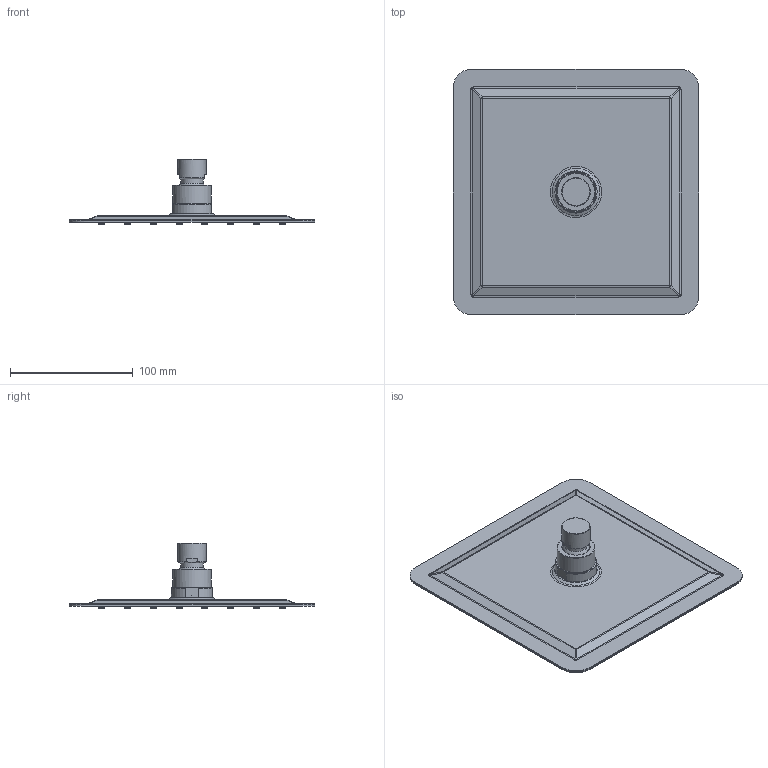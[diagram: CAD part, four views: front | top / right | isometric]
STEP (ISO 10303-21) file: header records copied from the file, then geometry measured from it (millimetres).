
FILE_DESCRIPTION(/* description */ (''),/* implementation_level */ '2;1');
FILE_NAME(/* name */ 'TVC000402200.step',/* time_stamp */ '2022-12-07T10:10:06+01:00',/* author */ (''),/* organization */ (''),/* preprocessor_version */ 'ST-DEVELOPER v19.2',/* originating_system */ 'Autodesk Translation Framework v11.17.0.187',/* authorisation */ '');
FILE_SCHEMA (('AUTOMOTIVE_DESIGN { 1 0 10303 214 3 1 1 }'));
Length unit declared in the file: millimetre
Products named in the file (9): (Nicht gespeichert); MSBC0180-XQ_AF0_ASM; STCT0020-XQ; STTR0017-XT; STCT0116-XQ_AF0; STMB0106-P2_AF4; STLB0038-P1_AF4; STMB0169-P1_AF4; STST0041-XX_AF4
Assembly tree (8 placements, depth 3):
  (Nicht gespeichert)
    MSBC0180-XQ_AF0_ASM
      STCT0020-XQ
      STTR0017-XT
      STCT0116-XQ_AF0
      STMB0106-P2_AF4
    STLB0038-P1_AF4
    STMB0169-P1_AF4
    STST0041-XX_AF4
Bounding box: 200 x 200 x 53 mm (x, y, z)
Volume: 91479.3 mm3; surface area: 171584.2 mm2
Topology: 69 solids, 69 shells, 642 faces, 1448 edges, 951 vertices
Faces by surface type: cylinder 237, plane 172, torus 137, cone 71, bspline 16, sphere 9
Full cylindrical faces by diameter (mm): 1.2 x64, 3.3 x1, 4 x66, 4.8 x64, 18 x1, 22.9 x1, 23.2 x1, 30.542 x2, 31 x1
Entity records: 22730 total; most frequent: CARTESIAN_POINT 6777, DIRECTION 3679, ORIENTED_EDGE 2896, AXIS2_PLACEMENT_3D 1649, EDGE_CURVE 1448, CIRCLE 1006, VERTEX_POINT 951, EDGE_LOOP 911
